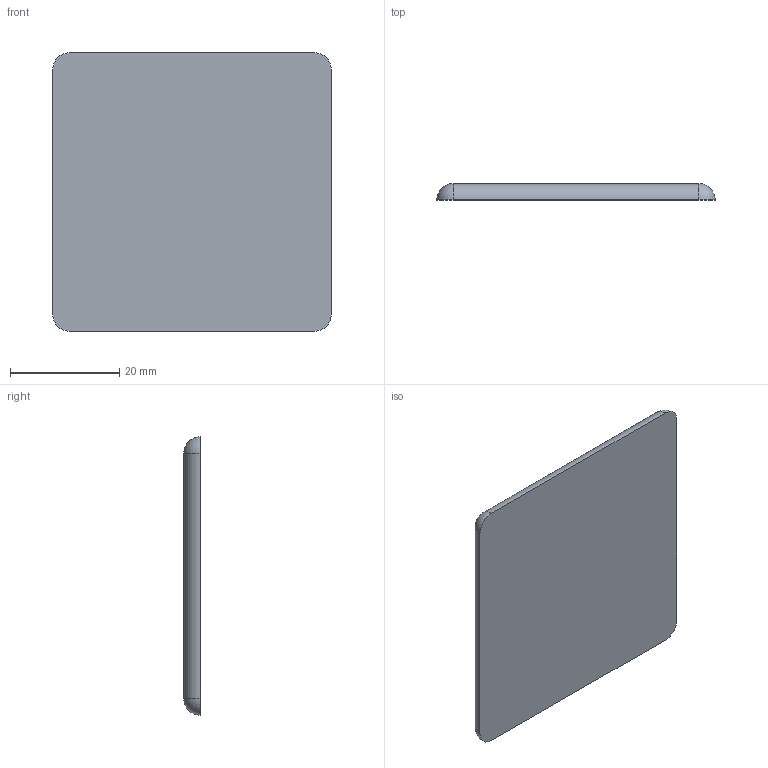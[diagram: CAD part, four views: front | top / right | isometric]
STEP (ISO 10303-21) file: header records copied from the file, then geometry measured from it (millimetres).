
FILE_DESCRIPTION (( 'STEP AP214' ), '1' );
FILE_NAME ('Screen.STEP', '2023-11-19T02:04:03', ( '' ), ( '' ), 'SwSTEP 2.0', 'SolidWorks 2023', '' );
FILE_SCHEMA (( 'AUTOMOTIVE_DESIGN' ));
Length unit declared in the file: millimetre
Products named in the file (1): Screen
Bounding box: 51 x 3 x 51 mm (x, y, z)
Volume: 7403.9 mm3; surface area: 5523.1 mm2
Topology: 1 solids, 1 shells, 10 faces, 24 edges, 12 vertices
Faces by surface type: sphere 4, cylinder 4, plane 2
Entity records: 287 total; most frequent: DIRECTION 54, CARTESIAN_POINT 43, ORIENTED_EDGE 40, AXIS2_PLACEMENT_3D 23, EDGE_CURVE 20, VERTEX_POINT 12, CIRCLE 12, ADVANCED_FACE 10
